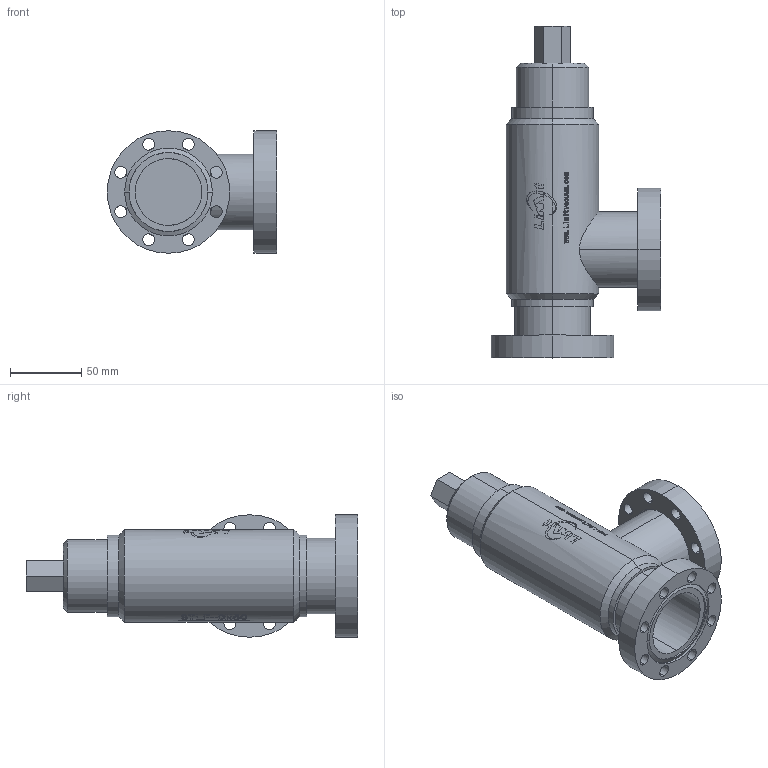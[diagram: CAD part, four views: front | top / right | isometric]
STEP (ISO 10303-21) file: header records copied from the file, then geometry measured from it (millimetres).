
FILE_DESCRIPTION (( 'STEP AP214' ), '1' );
FILE_NAME ('STLF-DN50全金属角阀.STEP', '2024-05-10T02:57:32', ( '' ), ( '' ), 'SwSTEP 2.0', 'SolidWorks 2020', '' );
FILE_SCHEMA (( 'AUTOMOTIVE_DESIGN' ));
Length unit declared in the file: millimetre
Products named in the file (1): STLF-DN50全金属角阀
Bounding box: 119 x 233 x 86 mm (x, y, z)
Volume: 522657.1 mm3; surface area: 111345.2 mm2
Topology: 3 solids, 3 shells, 587 faces, 1569 edges, 1040 vertices
Faces by surface type: bspline 257, plane 191, cylinder 125, cone 14
Entity records: 63412 total; most frequent: CARTESIAN_POINT 50805, ORIENTED_EDGE 3138, DIRECTION 1664, EDGE_CURVE 1569, VERTEX_POINT 1040, B_SPLINE_CURVE_WITH_KNOTS 861, EDGE_LOOP 677, AXIS2_PLACEMENT_3D 627
